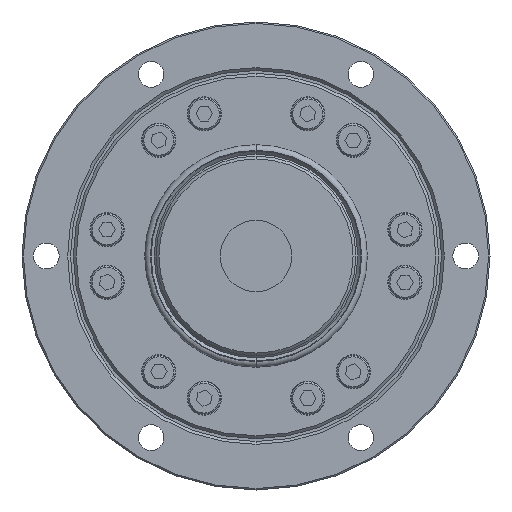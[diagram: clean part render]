
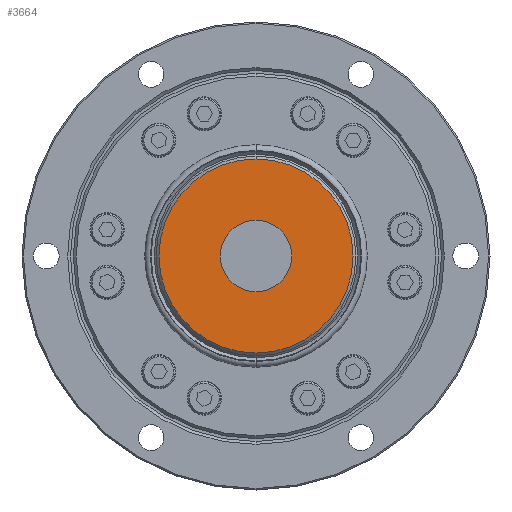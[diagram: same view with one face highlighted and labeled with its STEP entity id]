
A CAD part, front view. The second image highlights one B-rep face of the part: STEP entity #3664.
In plain terms, the highlighted planar face has unit normal (0, -1, 0).
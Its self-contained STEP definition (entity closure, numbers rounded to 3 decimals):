
#83 = CIRCLE ( 'NONE', #2073, 34. ) ;
#204 = AXIS2_PLACEMENT_3D ( 'NONE', #4284, #3698, #3563 ) ;
#310 = DIRECTION ( 'NONE',  ( 0., 0., -1. ) ) ;
#336 = DIRECTION ( 'NONE',  ( 0., -1., 0. ) ) ;
#348 = CARTESIAN_POINT ( 'NONE',  ( 0., 1.993, 0. ) ) ;
#469 = CIRCLE ( 'NONE', #11541, 12.5 ) ;
#579 = CARTESIAN_POINT ( 'NONE',  ( 0., 1.993, -12.5 ) ) ;
#1106 = CARTESIAN_POINT ( 'NONE',  ( 0., 1.993, 34. ) ) ;
#1360 = CIRCLE ( 'NONE', #12308, 12.5 ) ;
#2062 = CARTESIAN_POINT ( 'NONE',  ( 0., 1.993, 12.5 ) ) ;
#2073 = AXIS2_PLACEMENT_3D ( 'NONE', #8471, #8439, #8993 ) ;
#3004 = EDGE_CURVE ( 'NONE', #11742, #6361, #83, .T. ) ;
#3563 = DIRECTION ( 'NONE',  ( 0., 0., 1. ) ) ;
#3664 = ADVANCED_FACE ( 'NONE', ( #4803, #12111 ), #3742, .F. ) ;
#3698 = DIRECTION ( 'NONE',  ( 0., 1., 0. ) ) ;
#3742 = PLANE ( 'NONE',  #204 ) ;
#4284 = CARTESIAN_POINT ( 'NONE',  ( -12.5, 1.993, 0. ) ) ;
#4299 = AXIS2_PLACEMENT_3D ( 'NONE', #5548, #5549, #5483 ) ;
#4564 = VERTEX_POINT ( 'NONE', #2062 ) ;
#4648 = EDGE_CURVE ( 'NONE', #5303, #4564, #469, .T. ) ;
#4803 = FACE_BOUND ( 'NONE', #6597, .T. ) ;
#5303 = VERTEX_POINT ( 'NONE', #579 ) ;
#5483 = DIRECTION ( 'NONE',  ( 0., 0., -1. ) ) ;
#5548 = CARTESIAN_POINT ( 'NONE',  ( 0., 1.993, 0. ) ) ;
#5549 = DIRECTION ( 'NONE',  ( 0., -1., 0. ) ) ;
#6241 = ORIENTED_EDGE ( 'NONE', *, *, #3004, .T. ) ;
#6361 = VERTEX_POINT ( 'NONE', #1106 ) ;
#6597 = EDGE_LOOP ( 'NONE', ( #10209, #12389 ) ) ;
#6611 = EDGE_CURVE ( 'NONE', #6361, #11742, #7659, .T. ) ;
#7482 = DIRECTION ( 'NONE',  ( 0., 0., -1. ) ) ;
#7487 = DIRECTION ( 'NONE',  ( 0., -1., 0. ) ) ;
#7498 = CARTESIAN_POINT ( 'NONE',  ( 0., 1.993, 0. ) ) ;
#7576 = EDGE_CURVE ( 'NONE', #4564, #5303, #1360, .T. ) ;
#7659 = CIRCLE ( 'NONE', #4299, 34. ) ;
#8439 = DIRECTION ( 'NONE',  ( 0., -1., 0. ) ) ;
#8471 = CARTESIAN_POINT ( 'NONE',  ( 0., 1.993, 0. ) ) ;
#8993 = DIRECTION ( 'NONE',  ( 0., 0., -1. ) ) ;
#9003 = EDGE_LOOP ( 'NONE', ( #9683, #6241 ) ) ;
#9683 = ORIENTED_EDGE ( 'NONE', *, *, #6611, .T. ) ;
#10209 = ORIENTED_EDGE ( 'NONE', *, *, #4648, .F. ) ;
#11348 = CARTESIAN_POINT ( 'NONE',  ( 0., 1.993, -34. ) ) ;
#11541 = AXIS2_PLACEMENT_3D ( 'NONE', #348, #336, #310 ) ;
#11742 = VERTEX_POINT ( 'NONE', #11348 ) ;
#12111 = FACE_OUTER_BOUND ( 'NONE', #9003, .T. ) ;
#12308 = AXIS2_PLACEMENT_3D ( 'NONE', #7498, #7487, #7482 ) ;
#12389 = ORIENTED_EDGE ( 'NONE', *, *, #7576, .F. ) ;
